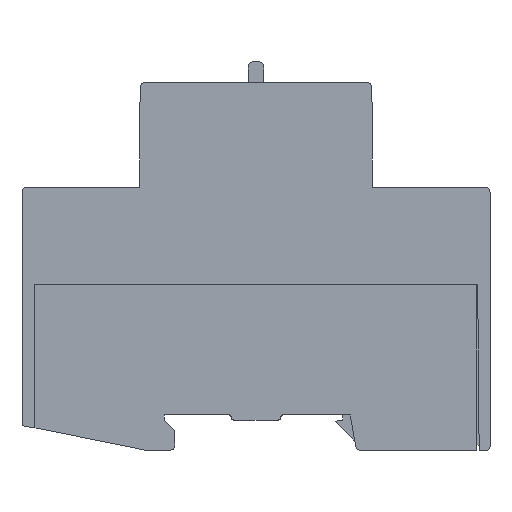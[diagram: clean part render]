
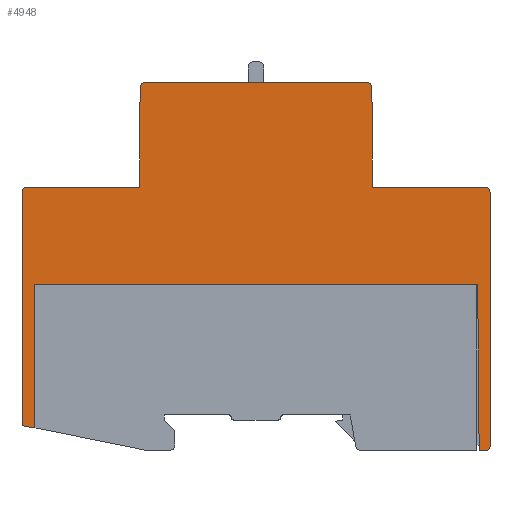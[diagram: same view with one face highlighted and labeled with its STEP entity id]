
A CAD part, left-side view. The second image highlights one B-rep face of the part: STEP entity #4948.
In plain terms, the highlighted planar face has unit normal (-1, 0, 0).
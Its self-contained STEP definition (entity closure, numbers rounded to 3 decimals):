
#4948=ADVANCED_FACE('',(#12838),#12839,.F.);
#6666=VERTEX_POINT('',#14712);
#6670=VERTEX_POINT('',#14716);
#6672=EDGE_CURVE('',#6666,#6670,#14718,.T.);
#9570=VERTEX_POINT('',#17616);
#9572=VERTEX_POINT('',#17618);
#9574=EDGE_CURVE('',#9570,#9572,#17620,.T.);
#9586=VERTEX_POINT('',#17632);
#9588=VERTEX_POINT('',#17634);
#9590=EDGE_CURVE('',#9586,#9588,#17636,.T.);
#9602=VERTEX_POINT('',#17648);
#9604=VERTEX_POINT('',#17650);
#9606=EDGE_CURVE('',#9602,#9604,#17652,.T.);
#9626=EDGE_CURVE('',#9604,#6666,#17672,.T.);
#9630=VERTEX_POINT('',#17676);
#9632=EDGE_CURVE('',#6670,#9630,#17678,.T.);
#9766=VERTEX_POINT('',#17812);
#9768=VERTEX_POINT('',#17814);
#9770=EDGE_CURVE('',#9766,#9768,#17816,.T.);
#9782=VERTEX_POINT('',#17828);
#9784=VERTEX_POINT('',#17830);
#9786=EDGE_CURVE('',#9782,#9784,#17832,.T.);
#9798=VERTEX_POINT('',#17844);
#9800=EDGE_CURVE('',#9798,#9782,#17846,.T.);
#9842=EDGE_CURVE('',#9768,#9798,#17888,.F.);
#9856=VERTEX_POINT('',#17902);
#9858=EDGE_CURVE('',#9856,#9784,#17904,.T.);
#9868=VERTEX_POINT('',#17914);
#9870=EDGE_CURVE('',#9868,#9570,#17916,.F.);
#9878=VERTEX_POINT('',#17924);
#9880=EDGE_CURVE('',#9878,#9766,#17926,.F.);
#9882=EDGE_CURVE('',#9630,#9878,#17928,.F.);
#9884=EDGE_CURVE('',#9588,#9602,#17930,.F.);
#9886=EDGE_CURVE('',#9572,#9586,#17932,.F.);
#9888=VERTEX_POINT('',#17934);
#9890=EDGE_CURVE('',#9868,#9888,#17936,.F.);
#9892=EDGE_CURVE('',#9856,#9888,#17938,.T.);
#12838=FACE_OUTER_BOUND('',#21004,.T.);
#12839=PLANE('',#21005);
#14712=CARTESIAN_POINT('',(0.0,66.283,70.7));
#14716=CARTESIAN_POINT('',(0.0,23.717,70.7));
#14718=LINE('',#23621,#23622);
#17616=CARTESIAN_POINT('',(0.0,89.422,4.598));
#17618=CARTESIAN_POINT('',(0.0,90.0,5.287));
#17620=CIRCLE('',#28291,0.7);
#17632=CARTESIAN_POINT('',(0.0,90.0,49.6));
#17634=CARTESIAN_POINT('',(0.0,89.0,50.6));
#17636=CIRCLE('',#28313,1.0);
#17648=CARTESIAN_POINT('',(0.0,67.45,50.6));
#17650=CARTESIAN_POINT('',(0.0,67.283,69.709));
#17652=LINE('',#28335,#28336);
#17672=CIRCLE('',#28367,1.0);
#17676=CARTESIAN_POINT('',(0.0,22.717,69.709));
#17678=CIRCLE('',#28375,1.0);
#17812=CARTESIAN_POINT('',(0.0,1.0,50.6));
#17814=CARTESIAN_POINT('',(0.0,0.0,49.6));
#17816=CIRCLE('',#28595,1.0);
#17828=CARTESIAN_POINT('',(0.0,0.7,0.0));
#17830=CARTESIAN_POINT('',(0.0,2.088,0.0));
#17832=LINE('',#28617,#28618);
#17844=CARTESIAN_POINT('',(0.0,0.0,0.7));
#17846=CIRCLE('',#28639,0.7);
#17888=LINE('',#28707,#28708);
#17902=CARTESIAN_POINT('',(0.0,2.365,31.8));
#17904=LINE('',#28733,#28734);
#17914=CARTESIAN_POINT('',(0.0,87.6,4.277));
#17916=LINE('',#28753,#28754);
#17924=CARTESIAN_POINT('',(0.0,22.55,50.6));
#17926=LINE('',#28769,#28770);
#17928=LINE('',#28773,#28774);
#17930=LINE('',#28777,#28778);
#17932=LINE('',#28781,#28782);
#17934=CARTESIAN_POINT('',(0.0,87.6,31.8));
#17936=LINE('',#28787,#28788);
#17938=LINE('',#28791,#28792);
#21004=EDGE_LOOP('',(#35499,#35500,#35501,#35502,#35503,#35504,#35505,#35506,#35507,#35508,#35509,#35510,#35511,#35512,#35513,#35514,#35515,#35516));
#21005=AXIS2_PLACEMENT_3D('',#35517,#35518,#35519);
#23621=CARTESIAN_POINT('',(0.0,56.225,70.7));
#23622=VECTOR('',#37510,1.0);
#28291=AXIS2_PLACEMENT_3D('',#38479,#38480,#38481);
#28313=AXIS2_PLACEMENT_3D('',#38487,#38488,#38489);
#28335=CARTESIAN_POINT('',(0.0,67.361,60.747));
#28336=VECTOR('',#38495,1.0);
#28367=AXIS2_PLACEMENT_3D('',#38501,#38502,#38503);
#28375=AXIS2_PLACEMENT_3D('',#38507,#38508,#38509);
#28595=AXIS2_PLACEMENT_3D('',#38553,#38554,#38555);
#28617=CARTESIAN_POINT('',(0.0,45.0,0.0));
#28618=VECTOR('',#38561,1.0);
#28639=AXIS2_PLACEMENT_3D('',#38565,#38566,#38567);
#28707=CARTESIAN_POINT('',(0.0,0.0,36.55));
#28708=VECTOR('',#38583,1.0);
#28733=CARTESIAN_POINT('',(0.0,2.554,53.435));
#28734=VECTOR('',#38588,1.0);
#28753=CARTESIAN_POINT('',(0.0,73.822,1.847));
#28754=VECTOR('',#38592,1.0);
#28769=CARTESIAN_POINT('',(0.0,67.5,50.6));
#28770=VECTOR('',#38595,1.0);
#28773=CARTESIAN_POINT('',(0.0,22.639,60.747));
#28774=VECTOR('',#38596,1.0);
#28777=CARTESIAN_POINT('',(0.0,67.5,50.6));
#28778=VECTOR('',#38597,1.0);
#28781=CARTESIAN_POINT('',(0.0,90.0,37.3));
#28782=VECTOR('',#38598,1.0);
#28787=CARTESIAN_POINT('',(0.0,87.6,37.3));
#28788=VECTOR('',#38599,1.0);
#28791=CARTESIAN_POINT('',(0.0,45.0,31.8));
#28792=VECTOR('',#38600,1.0);
#35499=ORIENTED_EDGE('',*,*,#9858,.T.);
#35500=ORIENTED_EDGE('',*,*,#9786,.F.);
#35501=ORIENTED_EDGE('',*,*,#9800,.F.);
#35502=ORIENTED_EDGE('',*,*,#9842,.F.);
#35503=ORIENTED_EDGE('',*,*,#9770,.F.);
#35504=ORIENTED_EDGE('',*,*,#9880,.F.);
#35505=ORIENTED_EDGE('',*,*,#9882,.F.);
#35506=ORIENTED_EDGE('',*,*,#9632,.F.);
#35507=ORIENTED_EDGE('',*,*,#6672,.F.);
#35508=ORIENTED_EDGE('',*,*,#9626,.F.);
#35509=ORIENTED_EDGE('',*,*,#9606,.F.);
#35510=ORIENTED_EDGE('',*,*,#9884,.F.);
#35511=ORIENTED_EDGE('',*,*,#9590,.F.);
#35512=ORIENTED_EDGE('',*,*,#9886,.F.);
#35513=ORIENTED_EDGE('',*,*,#9574,.F.);
#35514=ORIENTED_EDGE('',*,*,#9870,.F.);
#35515=ORIENTED_EDGE('',*,*,#9890,.T.);
#35516=ORIENTED_EDGE('',*,*,#9892,.F.);
#35517=CARTESIAN_POINT('',(0.0,45.0,70.7));
#35518=DIRECTION('',(1.0,0.0,0.0));
#35519=DIRECTION('',(0.0,0.0,-1.0));
#37510=DIRECTION('',(0.0,-1.0,0.0));
#38479=CARTESIAN_POINT('',(0.0,89.3,5.287));
#38480=DIRECTION('',(1.0,0.0,0.0));
#38481=DIRECTION('',(0.0,1.0,0.0));
#38487=CARTESIAN_POINT('',(0.0,89.0,49.6));
#38488=DIRECTION('',(1.0,0.0,-0.0));
#38489=DIRECTION('',(0.0,0.0,1.0));
#38495=DIRECTION('',(0.0,-0.009,1.));
#38501=CARTESIAN_POINT('',(0.0,66.283,69.7));
#38502=DIRECTION('',(1.0,0.0,-0.0));
#38503=DIRECTION('',(0.0,0.0,1.0));
#38507=CARTESIAN_POINT('',(0.0,23.717,69.7));
#38508=DIRECTION('',(1.0,0.0,0.0));
#38509=DIRECTION('',(0.0,-1.,0.009));
#38553=CARTESIAN_POINT('',(0.0,1.0,49.6));
#38554=DIRECTION('',(1.0,0.0,-0.0));
#38555=DIRECTION('',(0.0,0.0,1.0));
#38561=DIRECTION('',(0.0,1.0,0.0));
#38565=CARTESIAN_POINT('',(0.0,0.7,0.7));
#38566=DIRECTION('',(1.0,0.0,0.0));
#38567=DIRECTION('',(0.0,0.0,-1.0));
#38583=DIRECTION('',(0.0,0.0,1.0));
#38588=DIRECTION('',(0.0,-0.009,-1.));
#38592=DIRECTION('',(0.0,-0.985,-0.174));
#38595=DIRECTION('',(0.0,1.0,0.0));
#38596=DIRECTION('',(0.0,0.009,1.));
#38597=DIRECTION('',(0.0,1.0,0.0));
#38598=DIRECTION('',(0.0,0.0,-1.0));
#38599=DIRECTION('',(0.0,0.0,-1.0));
#38600=DIRECTION('',(0.0,1.0,0.0));
